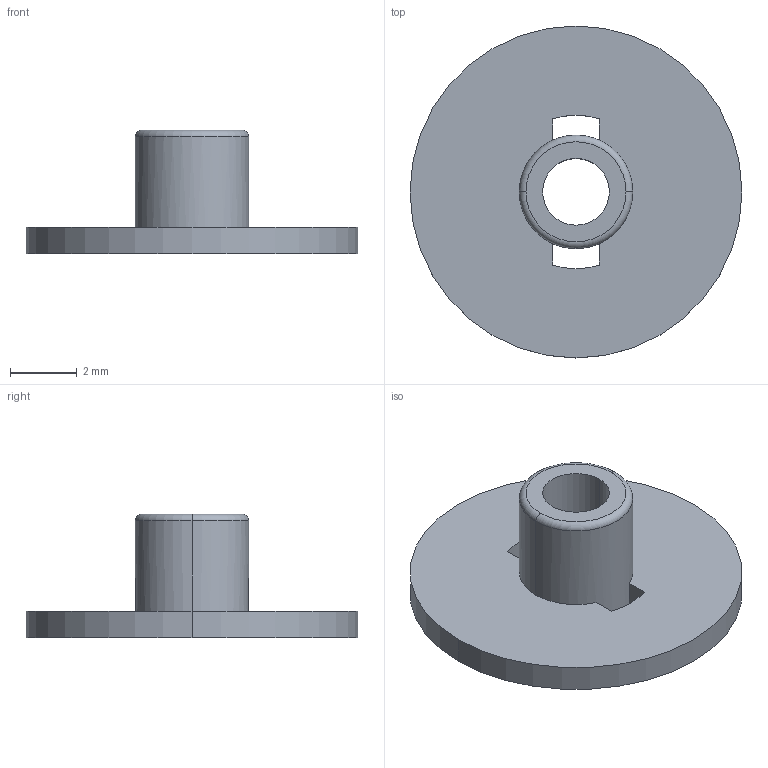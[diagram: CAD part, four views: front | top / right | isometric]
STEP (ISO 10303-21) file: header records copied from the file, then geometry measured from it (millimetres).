
FILE_DESCRIPTION (( 'STEP AP214' ), '1' );
FILE_NAME ('蝶璃_譫釱_饜璃.STEP', '2022-05-31T06:46:52', ( '' ), ( '' ), 'SwSTEP 2.0', 'SolidWorks 2016', '' );
FILE_SCHEMA (( 'AUTOMOTIVE_DESIGN' ));
Length unit declared in the file: millimetre
Products named in the file (1): 蝶璃_譫釱_饜璃
Bounding box: 9.95 x 9.95 x 3.7 mm (x, y, z)
Volume: 74.9 mm3; surface area: 231.2 mm2
Topology: 1 solids, 1 shells, 20 faces, 52 edges, 34 vertices
Faces by surface type: cylinder 10, plane 8, torus 2
Entity records: 894 total; most frequent: DIRECTION 122, CARTESIAN_POINT 107, ORIENTED_EDGE 104, EDGE_CURVE 52, AXIS2_PLACEMENT_3D 49, VERTEX_POINT 34, CIRCLE 28, EDGE_LOOP 26
